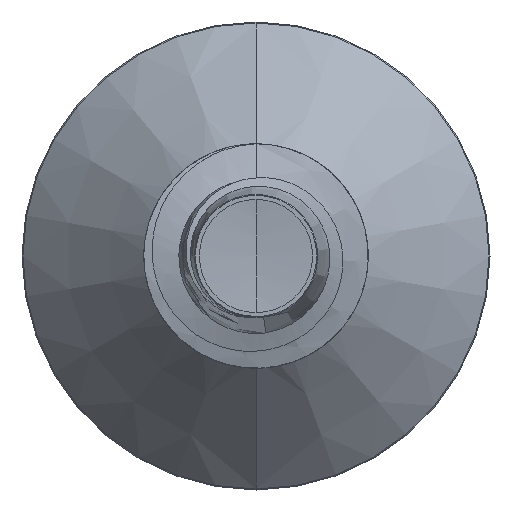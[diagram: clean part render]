
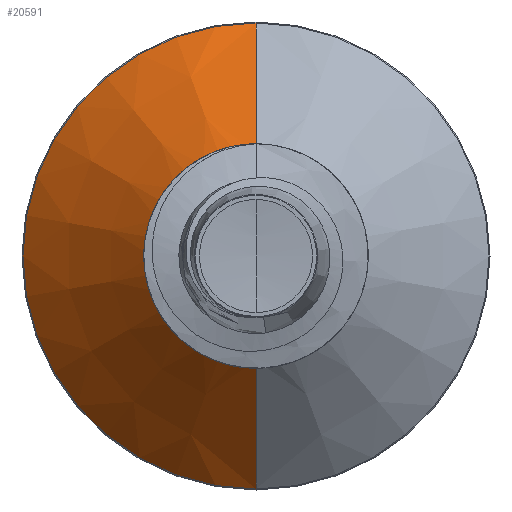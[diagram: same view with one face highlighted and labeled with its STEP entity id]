
A CAD part, front view. The second image highlights one B-rep face of the part: STEP entity #20591.
In plain terms, the highlighted conical face has half-angle 45 degrees and reference radius 1.633 mm.
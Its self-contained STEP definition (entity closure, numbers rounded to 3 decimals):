
#813 = VERTEX_POINT ( 'NONE', #8533 ) ;
#2552 = VECTOR ( 'NONE', #16041, 1000. ) ;
#2654 = CARTESIAN_POINT ( 'NONE',  ( 0., 16.835, 3.635 ) ) ;
#3923 = VERTEX_POINT ( 'NONE', #15546 ) ;
#7802 = ORIENTED_EDGE ( 'NONE', *, *, #14602, .T. ) ;
#8017 = ORIENTED_EDGE ( 'NONE', *, *, #13407, .T. ) ;
#8132 = ORIENTED_EDGE ( 'NONE', *, *, #11134, .F. ) ;
#8322 = FACE_OUTER_BOUND ( 'NONE', #13506, .T. ) ;
#8344 = ORIENTED_EDGE ( 'NONE', *, *, #17868, .F. ) ;
#8533 = CARTESIAN_POINT ( 'NONE',  ( 0., 16.835, -3.635 ) ) ;
#9167 = CARTESIAN_POINT ( 'NONE',  ( 0., 14.832, 1.632 ) ) ;
#11134 = EDGE_CURVE ( 'NONE', #813, #22720, #17097, .T. ) ;
#11497 = CARTESIAN_POINT ( 'NONE',  ( 0., 14.832, 0. ) ) ;
#12027 = DIRECTION ( 'NONE',  ( 0., 0., 1. ) ) ;
#12041 = DIRECTION ( 'NONE',  ( 0., 1., 0. ) ) ;
#12066 = CARTESIAN_POINT ( 'NONE',  ( 0., 14.832, 0. ) ) ;
#13407 = EDGE_CURVE ( 'NONE', #15618, #22720, #24432, .T. ) ;
#13506 = EDGE_LOOP ( 'NONE', ( #8344, #7802, #8017, #8132 ) ) ;
#13675 = CONICAL_SURFACE ( 'NONE', #21461, 1.632, 0.785 ) ;
#14602 = EDGE_CURVE ( 'NONE', #3923, #15618, #25336, .T. ) ;
#14801 = AXIS2_PLACEMENT_3D ( 'NONE', #15929, #15894, #15892 ) ;
#15001 = CARTESIAN_POINT ( 'NONE',  ( 0., 14.832, 1.632 ) ) ;
#15546 = CARTESIAN_POINT ( 'NONE',  ( 0., 14.832, -1.632 ) ) ;
#15618 = VERTEX_POINT ( 'NONE', #9167 ) ;
#15892 = DIRECTION ( 'NONE',  ( 0., 0., 1. ) ) ;
#15894 = DIRECTION ( 'NONE',  ( 0., 1., 0. ) ) ;
#15929 = CARTESIAN_POINT ( 'NONE',  ( 0., 16.835, 0. ) ) ;
#16035 = AXIS2_PLACEMENT_3D ( 'NONE', #12066, #12041, #12027 ) ;
#16041 = DIRECTION ( 'NONE',  ( 0., 0.707, 0.707 ) ) ;
#17097 = CIRCLE ( 'NONE', #14801, 3.635 ) ;
#17868 = EDGE_CURVE ( 'NONE', #3923, #813, #25313, .T. ) ;
#17944 = DIRECTION ( 'NONE',  ( 0., 1., 0. ) ) ;
#17957 = CARTESIAN_POINT ( 'NONE',  ( 0., 14.832, -1.632 ) ) ;
#18024 = DIRECTION ( 'NONE',  ( 0., 0., 1. ) ) ;
#18243 = DIRECTION ( 'NONE',  ( 0., 0.707, -0.707 ) ) ;
#20591 = ADVANCED_FACE ( 'NONE', ( #8322 ), #13675, .T. ) ;
#20623 = VECTOR ( 'NONE', #18243, 1000. ) ;
#21461 = AXIS2_PLACEMENT_3D ( 'NONE', #11497, #17944, #18024 ) ;
#22720 = VERTEX_POINT ( 'NONE', #2654 ) ;
#24432 = LINE ( 'NONE', #15001, #2552 ) ;
#25313 = LINE ( 'NONE', #17957, #20623 ) ;
#25336 = CIRCLE ( 'NONE', #16035, 1.632 ) ;
